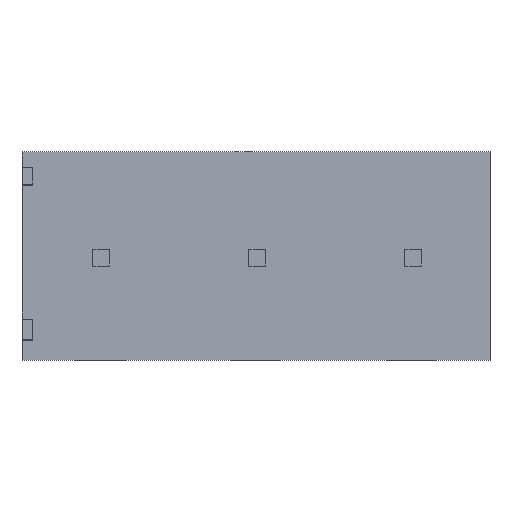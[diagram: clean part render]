
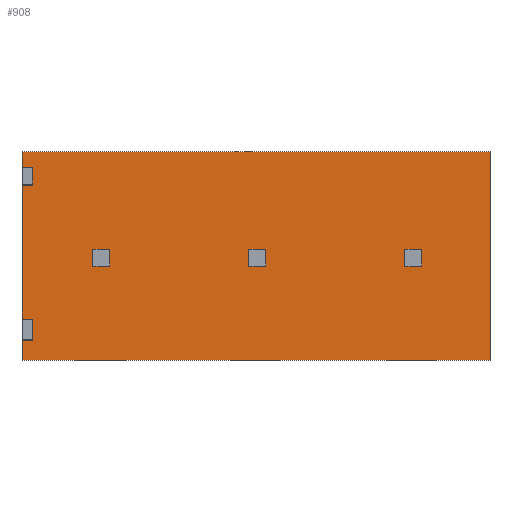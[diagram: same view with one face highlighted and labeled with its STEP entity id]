
A CAD part, front view. The second image highlights one B-rep face of the part: STEP entity #908.
In plain terms, the highlighted planar face has unit normal (0, -1, -0.002).
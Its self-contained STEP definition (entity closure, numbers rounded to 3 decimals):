
#24=FACE_BOUND('',#95,.T.);
#25=FACE_BOUND('',#96,.T.);
#26=FACE_BOUND('',#97,.T.);
#41=FACE_OUTER_BOUND('',#94,.T.);
#94=EDGE_LOOP('',(#630,#631,#632,#633,#634,#635,#636,#637,#638,#639,#640,
#641));
#95=EDGE_LOOP('',(#642,#643,#644,#645));
#96=EDGE_LOOP('',(#646,#647,#648,#649));
#97=EDGE_LOOP('',(#650,#651,#652,#653));
#148=LINE('',#1270,#268);
#152=LINE('',#1278,#272);
#155=LINE('',#1284,#275);
#159=LINE('',#1293,#279);
#163=LINE('',#1301,#283);
#166=LINE('',#1307,#286);
#170=LINE('',#1315,#290);
#171=LINE('',#1317,#291);
#172=LINE('',#1319,#292);
#173=LINE('',#1321,#293);
#174=LINE('',#1322,#294);
#175=LINE('',#1323,#295);
#176=LINE('',#1326,#296);
#177=LINE('',#1328,#297);
#178=LINE('',#1330,#298);
#179=LINE('',#1331,#299);
#180=LINE('',#1334,#300);
#181=LINE('',#1336,#301);
#182=LINE('',#1338,#302);
#183=LINE('',#1339,#303);
#184=LINE('',#1342,#304);
#185=LINE('',#1344,#305);
#186=LINE('',#1346,#306);
#187=LINE('',#1347,#307);
#268=VECTOR('',#1030,10.);
#272=VECTOR('',#1036,10.);
#275=VECTOR('',#1041,10.);
#279=VECTOR('',#1049,10.);
#283=VECTOR('',#1055,10.);
#286=VECTOR('',#1060,10.);
#290=VECTOR('',#1068,10.);
#291=VECTOR('',#1069,10.);
#292=VECTOR('',#1070,10.);
#293=VECTOR('',#1071,10.);
#294=VECTOR('',#1072,10.);
#295=VECTOR('',#1073,10.);
#296=VECTOR('',#1074,10.);
#297=VECTOR('',#1075,10.);
#298=VECTOR('',#1076,10.);
#299=VECTOR('',#1077,10.);
#300=VECTOR('',#1078,10.);
#301=VECTOR('',#1079,10.);
#302=VECTOR('',#1080,10.);
#303=VECTOR('',#1081,10.);
#304=VECTOR('',#1082,10.);
#305=VECTOR('',#1083,10.);
#306=VECTOR('',#1084,10.);
#307=VECTOR('',#1085,10.);
#388=VERTEX_POINT('',#1268);
#389=VERTEX_POINT('',#1269);
#392=VERTEX_POINT('',#1277);
#394=VERTEX_POINT('',#1283);
#396=VERTEX_POINT('',#1291);
#397=VERTEX_POINT('',#1292);
#400=VERTEX_POINT('',#1300);
#402=VERTEX_POINT('',#1306);
#404=VERTEX_POINT('',#1314);
#405=VERTEX_POINT('',#1316);
#406=VERTEX_POINT('',#1318);
#407=VERTEX_POINT('',#1320);
#408=VERTEX_POINT('',#1324);
#409=VERTEX_POINT('',#1325);
#410=VERTEX_POINT('',#1327);
#411=VERTEX_POINT('',#1329);
#412=VERTEX_POINT('',#1332);
#413=VERTEX_POINT('',#1333);
#414=VERTEX_POINT('',#1335);
#415=VERTEX_POINT('',#1337);
#416=VERTEX_POINT('',#1340);
#417=VERTEX_POINT('',#1341);
#418=VERTEX_POINT('',#1343);
#419=VERTEX_POINT('',#1345);
#472=EDGE_CURVE('',#388,#389,#148,.T.);
#476=EDGE_CURVE('',#392,#388,#152,.T.);
#479=EDGE_CURVE('',#394,#392,#155,.T.);
#483=EDGE_CURVE('',#396,#397,#159,.T.);
#487=EDGE_CURVE('',#400,#396,#163,.T.);
#490=EDGE_CURVE('',#402,#400,#166,.T.);
#494=EDGE_CURVE('',#404,#389,#170,.T.);
#495=EDGE_CURVE('',#404,#405,#171,.T.);
#496=EDGE_CURVE('',#406,#405,#172,.T.);
#497=EDGE_CURVE('',#407,#406,#173,.T.);
#498=EDGE_CURVE('',#402,#407,#174,.T.);
#499=EDGE_CURVE('',#394,#397,#175,.T.);
#500=EDGE_CURVE('',#408,#409,#176,.T.);
#501=EDGE_CURVE('',#409,#410,#177,.T.);
#502=EDGE_CURVE('',#410,#411,#178,.T.);
#503=EDGE_CURVE('',#411,#408,#179,.T.);
#504=EDGE_CURVE('',#412,#413,#180,.T.);
#505=EDGE_CURVE('',#413,#414,#181,.T.);
#506=EDGE_CURVE('',#414,#415,#182,.T.);
#507=EDGE_CURVE('',#415,#412,#183,.T.);
#508=EDGE_CURVE('',#416,#417,#184,.T.);
#509=EDGE_CURVE('',#417,#418,#185,.T.);
#510=EDGE_CURVE('',#418,#419,#186,.T.);
#511=EDGE_CURVE('',#419,#416,#187,.T.);
#630=ORIENTED_EDGE('',*,*,#479,.T.);
#631=ORIENTED_EDGE('',*,*,#476,.T.);
#632=ORIENTED_EDGE('',*,*,#472,.T.);
#633=ORIENTED_EDGE('',*,*,#494,.F.);
#634=ORIENTED_EDGE('',*,*,#495,.T.);
#635=ORIENTED_EDGE('',*,*,#496,.F.);
#636=ORIENTED_EDGE('',*,*,#497,.F.);
#637=ORIENTED_EDGE('',*,*,#498,.F.);
#638=ORIENTED_EDGE('',*,*,#490,.T.);
#639=ORIENTED_EDGE('',*,*,#487,.T.);
#640=ORIENTED_EDGE('',*,*,#483,.T.);
#641=ORIENTED_EDGE('',*,*,#499,.F.);
#642=ORIENTED_EDGE('',*,*,#500,.T.);
#643=ORIENTED_EDGE('',*,*,#501,.T.);
#644=ORIENTED_EDGE('',*,*,#502,.T.);
#645=ORIENTED_EDGE('',*,*,#503,.T.);
#646=ORIENTED_EDGE('',*,*,#504,.T.);
#647=ORIENTED_EDGE('',*,*,#505,.T.);
#648=ORIENTED_EDGE('',*,*,#506,.T.);
#649=ORIENTED_EDGE('',*,*,#507,.T.);
#650=ORIENTED_EDGE('',*,*,#508,.T.);
#651=ORIENTED_EDGE('',*,*,#509,.T.);
#652=ORIENTED_EDGE('',*,*,#510,.T.);
#653=ORIENTED_EDGE('',*,*,#511,.T.);
#858=PLANE('',#975);
#908=ADVANCED_FACE('',(#41,#24,#25,#26),#858,.T.);
#975=AXIS2_PLACEMENT_3D('',#1313,#1066,#1067);
#1030=DIRECTION('',(-1.,0.,0.));
#1036=DIRECTION('',(0.,0.002,-1.));
#1041=DIRECTION('',(1.,0.,0.));
#1049=DIRECTION('',(-1.,0.,0.));
#1055=DIRECTION('',(0.,0.002,-1.));
#1060=DIRECTION('',(1.,0.,0.));
#1066=DIRECTION('center_axis',(0.,-1.,-0.002));
#1067=DIRECTION('ref_axis',(0.,0.002,-1.));
#1068=DIRECTION('',(0.,-0.002,1.));
#1069=DIRECTION('',(1.,0.,0.));
#1070=DIRECTION('',(0.,0.002,-1.));
#1071=DIRECTION('',(1.,0.,0.));
#1072=DIRECTION('',(0.,-0.002,1.));
#1073=DIRECTION('',(0.,-0.002,1.));
#1074=DIRECTION('',(0.,0.002,-1.));
#1075=DIRECTION('',(-1.,0.,0.));
#1076=DIRECTION('',(0.,-0.002,1.));
#1077=DIRECTION('',(1.,0.,0.));
#1078=DIRECTION('',(1.,0.,0.));
#1079=DIRECTION('',(0.,0.002,-1.));
#1080=DIRECTION('',(-1.,0.,0.));
#1081=DIRECTION('',(0.,-0.002,1.));
#1082=DIRECTION('',(1.,0.,0.));
#1083=DIRECTION('',(0.,0.002,-1.));
#1084=DIRECTION('',(-1.,0.,0.));
#1085=DIRECTION('',(0.,-0.002,1.));
#1268=CARTESIAN_POINT('',(0.485,-12.619,23.474));
#1269=CARTESIAN_POINT('',(0.,-12.619,23.474));
#1270=CARTESIAN_POINT('',(0.243,-12.619,23.474));
#1277=CARTESIAN_POINT('',(0.485,-12.621,24.486));
#1278=CARTESIAN_POINT('',(0.485,-12.63,28.506));
#1283=CARTESIAN_POINT('',(0.,-12.621,24.486));
#1284=CARTESIAN_POINT('',(0.,-12.621,24.486));
#1291=CARTESIAN_POINT('',(0.485,-12.635,30.926));
#1292=CARTESIAN_POINT('',(0.,-12.635,30.926));
#1293=CARTESIAN_POINT('',(0.243,-12.635,30.926));
#1300=CARTESIAN_POINT('',(0.485,-12.637,31.765));
#1301=CARTESIAN_POINT('',(0.485,-12.637,32.145));
#1306=CARTESIAN_POINT('',(0.,-12.637,31.765));
#1307=CARTESIAN_POINT('',(0.,-12.637,31.765));
#1313=CARTESIAN_POINT('Origin',(0.,-12.638,32.525));
#1314=CARTESIAN_POINT('',(0.,-12.617,22.508));
#1315=CARTESIAN_POINT('',(0.,-12.617,22.508));
#1316=CARTESIAN_POINT('',(22.5,-12.617,22.508));
#1317=CARTESIAN_POINT('',(0.,-12.617,22.508));
#1318=CARTESIAN_POINT('',(22.5,-12.638,32.525));
#1319=CARTESIAN_POINT('',(22.5,-12.617,22.508));
#1320=CARTESIAN_POINT('',(0.,-12.638,32.525));
#1321=CARTESIAN_POINT('',(0.,-12.638,32.525));
#1322=CARTESIAN_POINT('',(0.,-12.617,22.508));
#1323=CARTESIAN_POINT('',(0.,-12.617,22.508));
#1324=CARTESIAN_POINT('',(19.208,-12.628,27.84));
#1325=CARTESIAN_POINT('',(19.208,-12.627,27.04));
#1326=CARTESIAN_POINT('',(19.208,-12.633,29.783));
#1327=CARTESIAN_POINT('',(18.408,-12.627,27.04));
#1328=CARTESIAN_POINT('',(9.204,-12.627,27.04));
#1329=CARTESIAN_POINT('',(18.408,-12.628,27.84));
#1330=CARTESIAN_POINT('',(18.408,-12.633,30.183));
#1331=CARTESIAN_POINT('',(9.604,-12.628,27.84));
#1332=CARTESIAN_POINT('',(10.908,-12.628,27.84));
#1333=CARTESIAN_POINT('',(11.708,-12.628,27.84));
#1334=CARTESIAN_POINT('',(5.854,-12.628,27.84));
#1335=CARTESIAN_POINT('',(11.708,-12.627,27.04));
#1336=CARTESIAN_POINT('',(11.708,-12.633,29.783));
#1337=CARTESIAN_POINT('',(10.908,-12.627,27.04));
#1338=CARTESIAN_POINT('',(5.454,-12.627,27.04));
#1339=CARTESIAN_POINT('',(10.908,-12.633,30.183));
#1340=CARTESIAN_POINT('',(3.408,-12.628,27.84));
#1341=CARTESIAN_POINT('',(4.208,-12.628,27.84));
#1342=CARTESIAN_POINT('',(2.104,-12.628,27.84));
#1343=CARTESIAN_POINT('',(4.208,-12.627,27.04));
#1344=CARTESIAN_POINT('',(4.208,-12.633,29.783));
#1345=CARTESIAN_POINT('',(3.408,-12.627,27.04));
#1346=CARTESIAN_POINT('',(1.704,-12.627,27.04));
#1347=CARTESIAN_POINT('',(3.408,-12.633,30.183));
